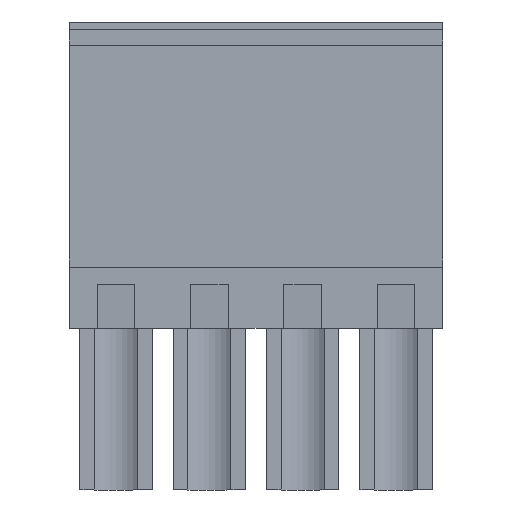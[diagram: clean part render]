
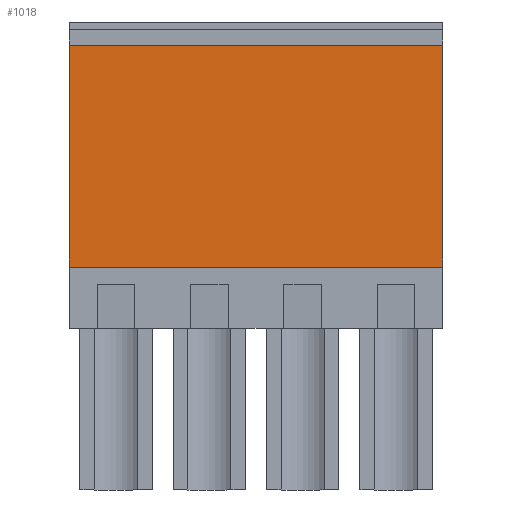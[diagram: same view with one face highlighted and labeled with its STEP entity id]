
A CAD part, front view. The second image highlights one B-rep face of the part: STEP entity #1018.
In plain terms, the highlighted planar face has unit normal (0, -1, 0).
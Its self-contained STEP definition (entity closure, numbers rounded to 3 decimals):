
#1005=AXIS2_PLACEMENT_3D('Plane Axis2P3D',#1002,#1003,#1004) ;
#264=CARTESIAN_POINT('Vertex',(0.,0.75,9.1)) ;
#267=CARTESIAN_POINT('Line Origine',(0.,0.75,13.625)) ;
#271=CARTESIAN_POINT('Vertex',(0.,0.75,18.15)) ;
#746=CARTESIAN_POINT('Vertex',(15.24,0.75,18.15)) ;
#749=CARTESIAN_POINT('Line Origine',(15.24,0.75,13.625)) ;
#753=CARTESIAN_POINT('Vertex',(15.24,0.75,9.1)) ;
#990=CARTESIAN_POINT('Line Origine',(7.62,0.75,9.1)) ;
#1002=CARTESIAN_POINT('Axis2P3D Location',(15.24,0.75,18.15)) ;
#1007=CARTESIAN_POINT('Line Origine',(7.62,0.75,18.15)) ;
#268=DIRECTION('Vector Direction',(0.,0.,-1.)) ;
#750=DIRECTION('Vector Direction',(0.,0.,-1.)) ;
#991=DIRECTION('Vector Direction',(-1.,0.,0.)) ;
#1003=DIRECTION('Axis2P3D Direction',(0.,1.,0.)) ;
#1004=DIRECTION('Axis2P3D XDirection',(0.,0.,-1.)) ;
#1008=DIRECTION('Vector Direction',(-1.,0.,0.)) ;
#269=VECTOR('Line Direction',#268,1.) ;
#751=VECTOR('Line Direction',#750,1.) ;
#992=VECTOR('Line Direction',#991,1.) ;
#1009=VECTOR('Line Direction',#1008,1.) ;
#1013=ORIENTED_EDGE('',*,*,#273,.T.) ;
#1014=ORIENTED_EDGE('',*,*,#994,.F.) ;
#1015=ORIENTED_EDGE('',*,*,#755,.F.) ;
#1016=ORIENTED_EDGE('',*,*,#1011,.T.) ;
#1018=ADVANCED_FACE('HOUSING',(#1017),#1006,.F.) ;
#273=EDGE_CURVE('',#272,#265,#270,.T.) ;
#755=EDGE_CURVE('',#747,#754,#752,.T.) ;
#994=EDGE_CURVE('',#754,#265,#993,.T.) ;
#1011=EDGE_CURVE('',#747,#272,#1010,.T.) ;
#1012=EDGE_LOOP('',(#1013,#1014,#1015,#1016)) ;
#1017=FACE_OUTER_BOUND('',#1012,.T.) ;
#270=LINE('Line',#267,#269) ;
#752=LINE('Line',#749,#751) ;
#993=LINE('Line',#990,#992) ;
#1010=LINE('Line',#1007,#1009) ;
#1006=PLANE('',#1005) ;
#265=VERTEX_POINT('',#264) ;
#272=VERTEX_POINT('',#271) ;
#747=VERTEX_POINT('',#746) ;
#754=VERTEX_POINT('',#753) ;
